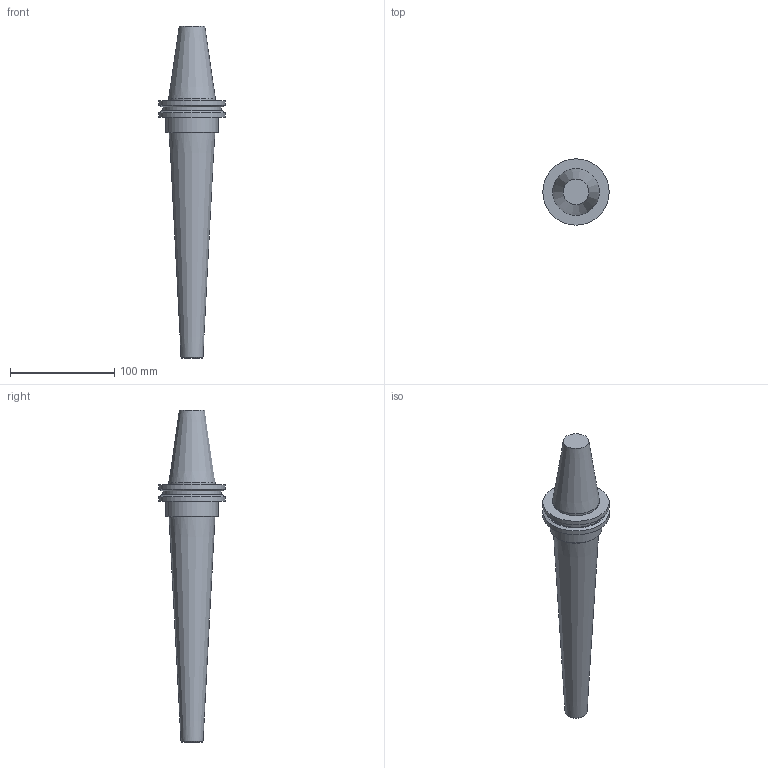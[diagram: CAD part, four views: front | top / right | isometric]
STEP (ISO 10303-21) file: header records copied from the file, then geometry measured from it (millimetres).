
FILE_DESCRIPTION(/* description */ (''),/* implementation_level */ '2;1');
FILE_NAME(/* name */ '204668669ndi000_00.stp',/* time_stamp */ '2023-04-05T09:29:20+02:00',/* author */ (''),/* organization */ (''),/* preprocessor_version */ 'ST-DEVELOPER v16.7',/* originating_system */ 'SIEMENS PLM Software NX 12.0',/* authorisation */ '');
FILE_SCHEMA (('AUTOMOTIVE_DESIGN { 1 0 10303 214 3 1 1 1 }'));
Length unit declared in the file: millimetre
Products named in the file (1): kl6224D467B4mlhf
Bounding box: 63.55 x 63.55 x 318.45 mm (x, y, z)
Volume: 312287.5 mm3; surface area: 47996.3 mm2
Topology: 1 solids, 1 shells, 26 faces, 44 edges, 28 vertices
Faces by surface type: plane 10, cylinder 9, cone 7
Full cylindrical faces by diameter (mm): 10.25 x1, 11 x1, 12.5 x1, 13.5 x1, 44.76 x1, 50 x1, 56 x1, 63.55 x2
Entity records: 577 total; most frequent: DIRECTION 110, CARTESIAN_POINT 80, AXIS2_PLACEMENT_3D 55, EDGE_LOOP 50, ORIENTED_EDGE 50, FACE_BOUND 48, ADVANCED_FACE 26, VERTEX_POINT 25
